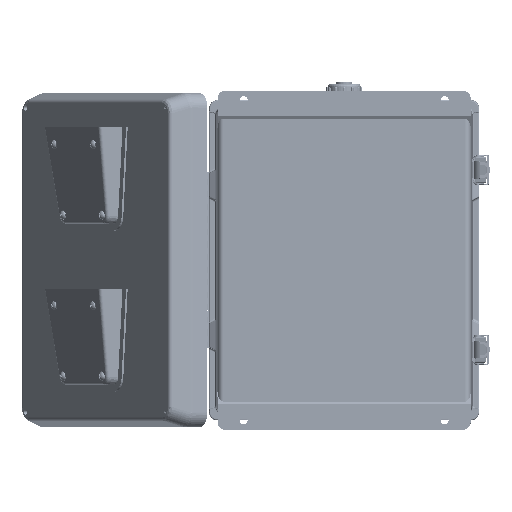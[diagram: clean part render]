
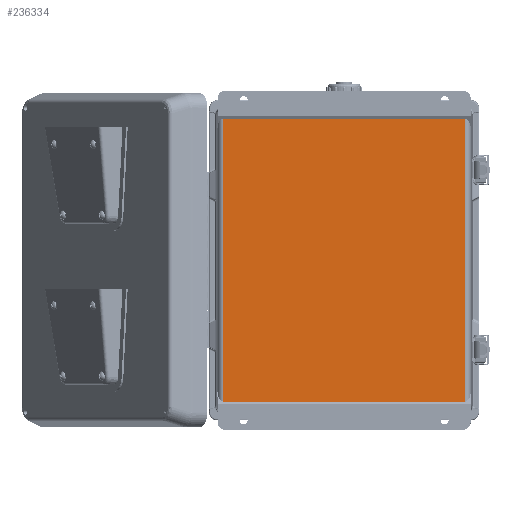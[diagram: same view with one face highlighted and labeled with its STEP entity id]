
A CAD part, front view. The second image highlights one B-rep face of the part: STEP entity #236334.
In plain terms, the highlighted planar face has unit normal (0, -1, 0).
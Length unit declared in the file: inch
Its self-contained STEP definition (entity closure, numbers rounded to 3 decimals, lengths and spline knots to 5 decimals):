
#2035 = ORIENTED_EDGE ( 'NONE', *, *, #108628, .T. ) ;
#10571 = EDGE_LOOP ( 'NONE', ( #37490, #164100, #2035, #145625 ) ) ;
#28079 = CARTESIAN_POINT ( 'NONE',  ( 4.80523, 0.05906, -1.12591 ) ) ;
#33963 = VECTOR ( 'NONE', #76931, 39.37008 ) ;
#37490 = ORIENTED_EDGE ( 'NONE', *, *, #243273, .F. ) ;
#49145 = DIRECTION ( 'NONE',  ( 0., 1., 0. ) ) ;
#60034 = VERTEX_POINT ( 'NONE', #206533 ) ;
#70640 = EDGE_CURVE ( 'NONE', #240114, #214641, #87759, .T. ) ;
#76931 = DIRECTION ( 'NONE',  ( -1., 0., 0. ) ) ;
#81613 = LINE ( 'NONE', #90115, #236832 ) ;
#83037 = VERTEX_POINT ( 'NONE', #84861 ) ;
#84861 = CARTESIAN_POINT ( 'NONE',  ( -4.80523, 0.05906, -12.37803 ) ) ;
#87759 = LINE ( 'NONE', #258436, #33963 ) ;
#90115 = CARTESIAN_POINT ( 'NONE',  ( 5.11811, 0.05906, -12.37803 ) ) ;
#108628 = EDGE_CURVE ( 'NONE', #60034, #240114, #198523, .T. ) ;
#109272 = CARTESIAN_POINT ( 'NONE',  ( 5.11811, 0.05906, -1.12591 ) ) ;
#137536 = CARTESIAN_POINT ( 'NONE',  ( 4.80523, 0.05906, -1.12591 ) ) ;
#145625 = ORIENTED_EDGE ( 'NONE', *, *, #70640, .T. ) ;
#164100 = ORIENTED_EDGE ( 'NONE', *, *, #255857, .F. ) ;
#170443 = PLANE ( 'NONE',  #221856 ) ;
#171445 = CARTESIAN_POINT ( 'NONE',  ( -4.80523, 0.05906, -1.12591 ) ) ;
#173594 = VECTOR ( 'NONE', #184270, 39.37008 ) ;
#184270 = DIRECTION ( 'NONE',  ( 0., 0., 1. ) ) ;
#190950 = DIRECTION ( 'NONE',  ( 0., 0., 1. ) ) ;
#192182 = VECTOR ( 'NONE', #198639, 39.37008 ) ;
#198523 = LINE ( 'NONE', #137536, #192182 ) ;
#198639 = DIRECTION ( 'NONE',  ( 0., 0., 1. ) ) ;
#206533 = CARTESIAN_POINT ( 'NONE',  ( 4.80523, 0.05906, -12.37803 ) ) ;
#214641 = VERTEX_POINT ( 'NONE', #171445 ) ;
#221856 = AXIS2_PLACEMENT_3D ( 'NONE', #109272, #49145, #190950 ) ;
#227440 = LINE ( 'NONE', #244434, #173594 ) ;
#229470 = FACE_OUTER_BOUND ( 'NONE', #10571, .T. ) ;
#231820 = DIRECTION ( 'NONE',  ( -1., 0., 0. ) ) ;
#236334 = ADVANCED_FACE ( 'NONE', ( #229470 ), #170443, .F. ) ;
#236832 = VECTOR ( 'NONE', #231820, 39.37008 ) ;
#240114 = VERTEX_POINT ( 'NONE', #28079 ) ;
#243273 = EDGE_CURVE ( 'NONE', #83037, #214641, #227440, .T. ) ;
#244434 = CARTESIAN_POINT ( 'NONE',  ( -4.80523, 0.05906, -1.12591 ) ) ;
#255857 = EDGE_CURVE ( 'NONE', #60034, #83037, #81613, .T. ) ;
#258436 = CARTESIAN_POINT ( 'NONE',  ( 5.11811, 0.05906, -1.12591 ) ) ;
